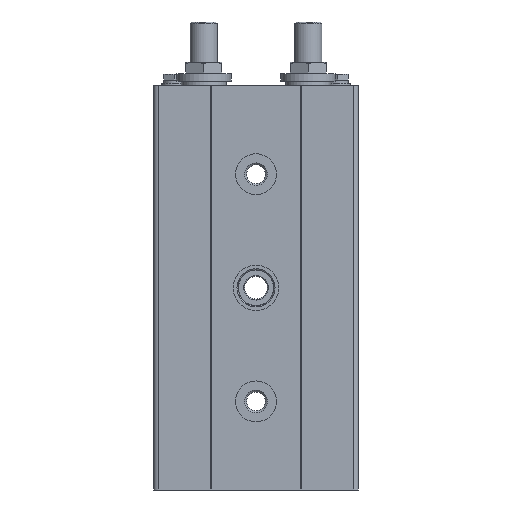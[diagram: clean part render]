
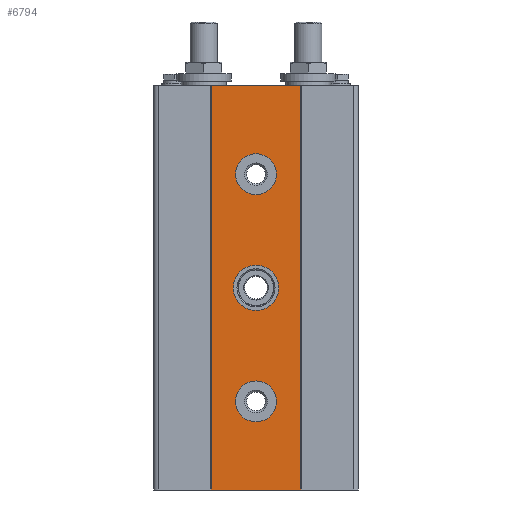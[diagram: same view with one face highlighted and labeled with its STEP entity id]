
A CAD part, front view. The second image highlights one B-rep face of the part: STEP entity #6794.
In plain terms, the highlighted planar face has unit normal (0, -1, 0).
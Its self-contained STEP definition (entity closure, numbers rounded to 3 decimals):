
#302=LINE('',#11038,#702);
#364=LINE('',#11285,#764);
#398=LINE('',#11359,#798);
#399=LINE('',#11367,#799);
#702=VECTOR('',#8610,1000.);
#764=VECTOR('',#8796,1000.);
#798=VECTOR('',#8888,1000.);
#799=VECTOR('',#8897,1000.);
#1113=PLANE('',#7663);
#1383=CIRCLE('',#7664,5.);
#1384=CIRCLE('',#7665,4.5);
#1385=CIRCLE('',#7666,4.5);
#2077=ORIENTED_EDGE('',*,*,#3941,.F.);
#2078=ORIENTED_EDGE('',*,*,#3942,.F.);
#2079=ORIENTED_EDGE('',*,*,#3943,.F.);
#2080=ORIENTED_EDGE('',*,*,#3901,.T.);
#2081=ORIENTED_EDGE('',*,*,#3944,.F.);
#2082=ORIENTED_EDGE('',*,*,#3778,.F.);
#2083=ORIENTED_EDGE('',*,*,#3940,.T.);
#3778=EDGE_CURVE('',#4736,#4737,#302,.T.);
#3901=EDGE_CURVE('',#4860,#4859,#364,.T.);
#3940=EDGE_CURVE('',#4736,#4860,#398,.T.);
#3941=EDGE_CURVE('',#4871,#4871,#1383,.F.);
#3942=EDGE_CURVE('',#4872,#4872,#1384,.F.);
#3943=EDGE_CURVE('',#4873,#4873,#1385,.F.);
#3944=EDGE_CURVE('',#4737,#4859,#399,.T.);
#4736=VERTEX_POINT('',#11037);
#4737=VERTEX_POINT('',#11039);
#4859=VERTEX_POINT('',#11284);
#4860=VERTEX_POINT('',#11286);
#4871=VERTEX_POINT('',#11362);
#4872=VERTEX_POINT('',#11364);
#4873=VERTEX_POINT('',#11366);
#5469=EDGE_LOOP('',(#2077));
#5470=EDGE_LOOP('',(#2078));
#5471=EDGE_LOOP('',(#2079));
#5472=EDGE_LOOP('',(#2080,#2081,#2082,#2083));
#6109=FACE_BOUND('',#5469,.T.);
#6110=FACE_BOUND('',#5470,.T.);
#6111=FACE_BOUND('',#5471,.T.);
#6112=FACE_BOUND('',#5472,.T.);
#6794=ADVANCED_FACE('',(#6109,#6110,#6111,#6112),#1113,.F.);
#7663=AXIS2_PLACEMENT_3D('',#11360,#8889,#8890);
#7664=AXIS2_PLACEMENT_3D('',#11361,#8891,#8892);
#7665=AXIS2_PLACEMENT_3D('',#11363,#8893,#8894);
#7666=AXIS2_PLACEMENT_3D('',#11365,#8895,#8896);
#8610=DIRECTION('',(1.,0.,0.));
#8796=DIRECTION('',(1.,0.,0.));
#8888=DIRECTION('',(0.,0.,-1.));
#8889=DIRECTION('',(0.,1.,0.));
#8890=DIRECTION('',(-1.,0.,0.));
#8891=DIRECTION('',(0.,1.,0.));
#8892=DIRECTION('',(-1.,0.,0.));
#8893=DIRECTION('',(0.,1.,0.));
#8894=DIRECTION('',(-1.,0.,0.));
#8895=DIRECTION('',(0.,1.,0.));
#8896=DIRECTION('',(-1.,0.,0.));
#8897=DIRECTION('',(0.,0.,-1.));
#11037=CARTESIAN_POINT('',(-9.9,0.1,44.5));
#11038=CARTESIAN_POINT('',(-9.9,0.1,44.5));
#11039=CARTESIAN_POINT('',(9.9,0.1,44.5));
#11284=CARTESIAN_POINT('',(9.9,0.1,-44.5));
#11285=CARTESIAN_POINT('',(-9.9,0.1,-44.5));
#11286=CARTESIAN_POINT('',(-9.9,0.1,-44.5));
#11359=CARTESIAN_POINT('',(-9.9,0.1,44.5));
#11360=CARTESIAN_POINT('',(-9.9,0.1,44.5));
#11361=CARTESIAN_POINT('',(0.,0.1,0.));
#11362=CARTESIAN_POINT('',(-5.,0.1,0.));
#11363=CARTESIAN_POINT('',(0.,0.1,-25.));
#11364=CARTESIAN_POINT('',(-4.5,0.1,-25.));
#11365=CARTESIAN_POINT('',(0.,0.1,25.));
#11366=CARTESIAN_POINT('',(-4.5,0.1,25.));
#11367=CARTESIAN_POINT('',(9.9,0.1,44.5));
